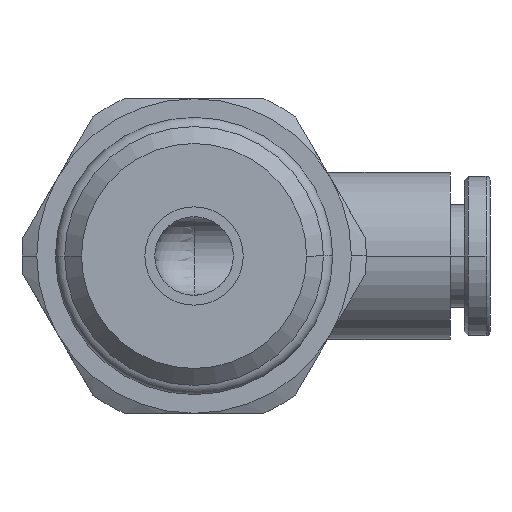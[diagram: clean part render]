
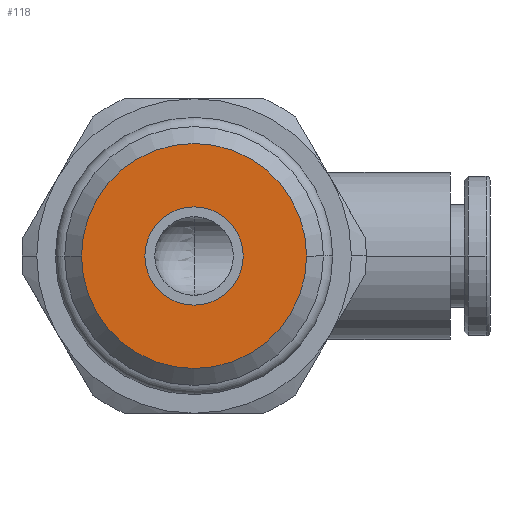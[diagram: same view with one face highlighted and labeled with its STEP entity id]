
A CAD part, front view. The second image highlights one B-rep face of the part: STEP entity #118.
In plain terms, the highlighted planar face has unit normal (0, -1, 0).
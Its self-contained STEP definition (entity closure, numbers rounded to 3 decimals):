
#118=ADVANCED_FACE('',(#316,#317),#318,.T.);
#316=FACE_BOUND('',#569,.T.);
#317=FACE_OUTER_BOUND('',#570,.T.);
#318=PLANE('',#571);
#569=EDGE_LOOP('',(#1242,#1243));
#570=EDGE_LOOP('',(#1244,#1245));
#571=AXIS2_PLACEMENT_3D('',#1246,#1247,#1248);
#1242=ORIENTED_EDGE('',*,*,#1744,.T.);
#1243=ORIENTED_EDGE('',*,*,#1842,.T.);
#1244=ORIENTED_EDGE('',*,*,#1735,.F.);
#1245=ORIENTED_EDGE('',*,*,#1846,.F.);
#1246=CARTESIAN_POINT('',(-2.861,-5.45,0.0));
#1247=DIRECTION('',(0.,-1.0,0.0));
#1248=DIRECTION('',(1.0,0.,0.0));
#1735=EDGE_CURVE('',#2122,#2124,#2125,.T.);
#1744=EDGE_CURVE('',#2136,#2140,#2142,.T.);
#1842=EDGE_CURVE('',#2140,#2136,#2300,.T.);
#1846=EDGE_CURVE('',#2124,#2122,#2304,.T.);
#2122=VERTEX_POINT('',#2745);
#2124=VERTEX_POINT('',#2748);
#2125=CIRCLE('',#2749,5.723);
#2136=VERTEX_POINT('',#2763);
#2140=VERTEX_POINT('',#2768);
#2142=CIRCLE('',#2771,2.5);
#2300=CIRCLE('',#3117,2.5);
#2304=CIRCLE('',#3121,5.723);
#2745=CARTESIAN_POINT('',(-5.723,-5.45,0.0));
#2748=CARTESIAN_POINT('',(5.723,-5.45,0.));
#2749=AXIS2_PLACEMENT_3D('',#3694,#3695,#3696);
#2763=CARTESIAN_POINT('',(2.5,-5.45,0.0));
#2768=CARTESIAN_POINT('',(-2.5,-5.45,0.));
#2771=AXIS2_PLACEMENT_3D('',#3711,#3712,#3713);
#3117=AXIS2_PLACEMENT_3D('',#3891,#3892,#3893);
#3121=AXIS2_PLACEMENT_3D('',#3903,#3904,#3905);
#3694=CARTESIAN_POINT('',(0.0,-5.45,0.0));
#3695=DIRECTION('',(0.0,1.0,0.0));
#3696=DIRECTION('',(-1.0,0.0,0.0));
#3711=CARTESIAN_POINT('',(0.0,-5.45,0.0));
#3712=DIRECTION('',(0.,1.0,0.0));
#3713=DIRECTION('',(1.0,0.,0.0));
#3891=CARTESIAN_POINT('',(0.0,-5.45,0.0));
#3892=DIRECTION('',(0.,1.0,0.0));
#3893=DIRECTION('',(1.0,0.,0.0));
#3903=CARTESIAN_POINT('',(0.0,-5.45,0.0));
#3904=DIRECTION('',(0.0,1.0,0.0));
#3905=DIRECTION('',(-1.0,0.0,0.0));
